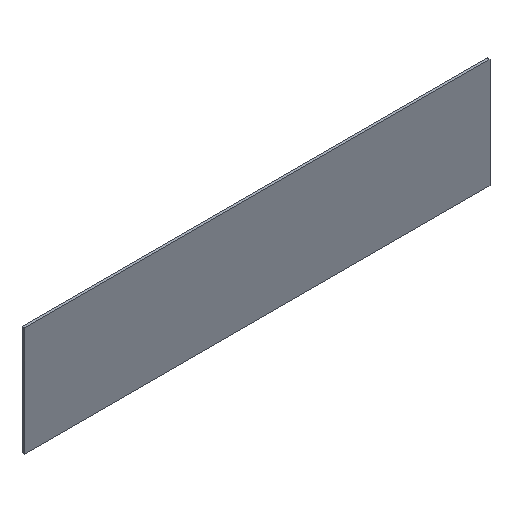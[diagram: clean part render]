
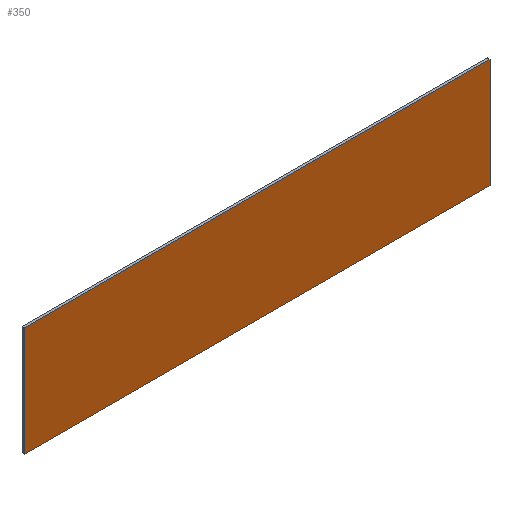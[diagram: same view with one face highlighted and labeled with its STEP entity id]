
A CAD part, isometric view. The second image highlights one B-rep face of the part: STEP entity #350.
In plain terms, the highlighted planar face has unit normal (0, -1, 0).
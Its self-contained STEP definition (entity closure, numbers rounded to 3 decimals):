
#27 = DIRECTION ( 'NONE',  ( 1., 0., 0. ) ) ;
#31 = ORIENTED_EDGE ( 'NONE', *, *, #56, .F. ) ;
#50 = CARTESIAN_POINT ( 'NONE',  ( 85., 0., -20. ) ) ;
#53 = EDGE_LOOP ( 'NONE', ( #393, #89, #31, #590 ) ) ;
#55 = CARTESIAN_POINT ( 'NONE',  ( -85., 0., 20. ) ) ;
#56 = EDGE_CURVE ( 'NONE', #172, #217, #281, .T. ) ;
#89 = ORIENTED_EDGE ( 'NONE', *, *, #285, .F. ) ;
#129 = LINE ( 'NONE', #166, #439 ) ;
#155 = CARTESIAN_POINT ( 'NONE',  ( -85., 0., -20. ) ) ;
#166 = CARTESIAN_POINT ( 'NONE',  ( 85., 0., 20. ) ) ;
#172 = VERTEX_POINT ( 'NONE', #155 ) ;
#214 = DIRECTION ( 'NONE',  ( 0., -1., 0. ) ) ;
#217 = VERTEX_POINT ( 'NONE', #505 ) ;
#219 = DIRECTION ( 'NONE',  ( 0., 0., -1. ) ) ;
#233 = EDGE_CURVE ( 'NONE', #456, #595, #129, .T. ) ;
#240 = VECTOR ( 'NONE', #519, 1000. ) ;
#259 = DIRECTION ( 'NONE',  ( 0., 0., -1. ) ) ;
#281 = LINE ( 'NONE', #55, #599 ) ;
#284 = LINE ( 'NONE', #475, #240 ) ;
#285 = EDGE_CURVE ( 'NONE', #217, #456, #460, .T. ) ;
#297 = CARTESIAN_POINT ( 'NONE',  ( 85., 0., 20. ) ) ;
#346 = CARTESIAN_POINT ( 'NONE',  ( -85., 0., 20. ) ) ;
#347 = VECTOR ( 'NONE', #27, 1000. ) ;
#350 = ADVANCED_FACE ( 'NONE', ( #462 ), #585, .T. ) ;
#393 = ORIENTED_EDGE ( 'NONE', *, *, #233, .F. ) ;
#439 = VECTOR ( 'NONE', #219, 1000. ) ;
#445 = DIRECTION ( 'NONE',  ( 0., 0., 1. ) ) ;
#456 = VERTEX_POINT ( 'NONE', #297 ) ;
#460 = LINE ( 'NONE', #346, #347 ) ;
#462 = FACE_OUTER_BOUND ( 'NONE', #53, .T. ) ;
#464 = AXIS2_PLACEMENT_3D ( 'NONE', #500, #214, #259 ) ;
#475 = CARTESIAN_POINT ( 'NONE',  ( -85., 0., -20. ) ) ;
#500 = CARTESIAN_POINT ( 'NONE',  ( 0., 0., 0. ) ) ;
#505 = CARTESIAN_POINT ( 'NONE',  ( -85., 0., 20. ) ) ;
#519 = DIRECTION ( 'NONE',  ( -1., 0., 0. ) ) ;
#585 = PLANE ( 'NONE',  #464 ) ;
#590 = ORIENTED_EDGE ( 'NONE', *, *, #592, .F. ) ;
#592 = EDGE_CURVE ( 'NONE', #595, #172, #284, .T. ) ;
#595 = VERTEX_POINT ( 'NONE', #50 ) ;
#599 = VECTOR ( 'NONE', #445, 1000. ) ;
